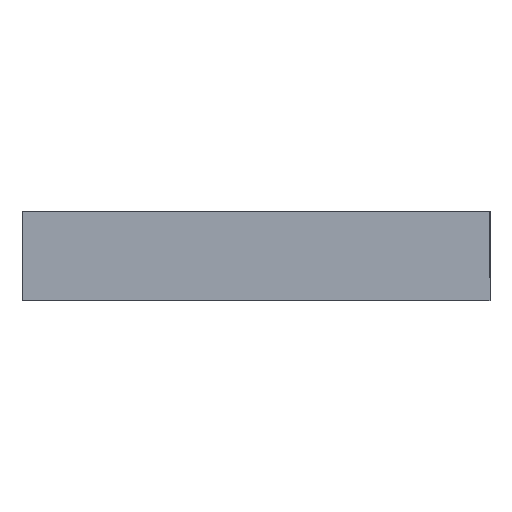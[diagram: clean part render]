
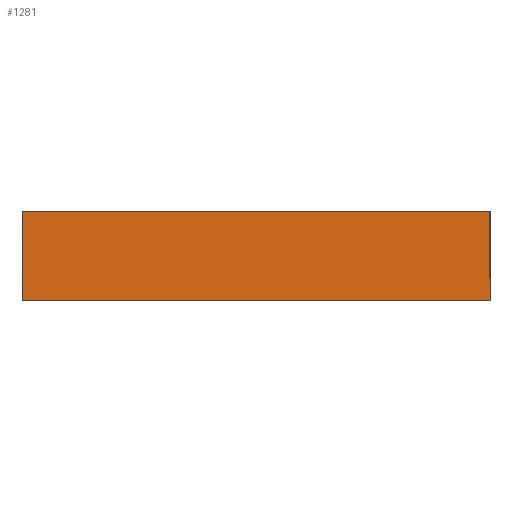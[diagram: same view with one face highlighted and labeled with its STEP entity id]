
A CAD part, left-side view. The second image highlights one B-rep face of the part: STEP entity #1281.
In plain terms, the highlighted planar face has unit normal (-1, 0, 0).
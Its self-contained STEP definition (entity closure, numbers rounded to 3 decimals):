
#746 = EDGE_CURVE ( 'Edge105', #747, #829, #4286, .T. ) ;
#747 = VERTEX_POINT ( 'NONE', #4282 ) ;
#829 = VERTEX_POINT ( 'NONE', #4412 ) ;
#926 = VERTEX_POINT ( 'NONE', #4657 ) ;
#930 = EDGE_CURVE ( 'Edge40', #926, #829, #4651, .T. ) ;
#1281 = ADVANCED_FACE ( 'Face5', ( #5505 ), #5549, .F. ) ;
#1282 = EDGE_LOOP ( 'NONE', ( #1283, #1284, #1285, #1288 ) ) ;
#1283 = ORIENTED_EDGE ( 'NONE', *, *, #746, .T. ) ;
#1284 = ORIENTED_EDGE ( 'NONE', *, *, #930, .F. ) ;
#1285 = ORIENTED_EDGE ( 'NONE', *, *, #1286, .F. ) ;
#1286 = EDGE_CURVE ( 'Edge8', #1287, #926, #5548, .T. ) ;
#1287 = VERTEX_POINT ( 'NONE', #5540 ) ;
#1288 = ORIENTED_EDGE ( 'NONE', *, *, #1343, .T. ) ;
#1343 = EDGE_CURVE ( 'Edge39', #1287, #747, #5683, .T. ) ;
#4282 = CARTESIAN_POINT ( 'NONE',  ( -29.314, 23.844, 0. ) ) ;
#4283 = DIRECTION ( 'NONE',  ( 0., -1., 0. ) ) ;
#4284 = VECTOR ( 'NONE', #4283, 1000. ) ;
#4285 = CARTESIAN_POINT ( 'NONE',  ( -29.314, 23.844, 0. ) ) ;
#4286 = LINE ( 'NONE', #4285, #4284 ) ;
#4412 = CARTESIAN_POINT ( 'NONE',  ( -29.314, 8.144, 0. ) ) ;
#4648 = DIRECTION ( 'NONE',  ( 0., 0., -1. ) ) ;
#4649 = VECTOR ( 'NONE', #4648, 1000. ) ;
#4650 = CARTESIAN_POINT ( 'NONE',  ( -29.314, 8.144, 1.5 ) ) ;
#4651 = LINE ( 'NONE', #4650, #4649 ) ;
#4657 = CARTESIAN_POINT ( 'NONE',  ( -29.314, 8.144, 3. ) ) ;
#5505 = FACE_OUTER_BOUND ( 'NONE', #1282, .T. ) ;
#5540 = CARTESIAN_POINT ( 'NONE',  ( -29.314, 23.844, 3. ) ) ;
#5541 = DIRECTION ( 'NONE',  ( 0., -1., 0. ) ) ;
#5542 = VECTOR ( 'NONE', #5541, 1000. ) ;
#5543 = CARTESIAN_POINT ( 'NONE',  ( -29.314, 23.844, 3. ) ) ;
#5544 = DIRECTION ( 'NONE',  ( 0., 1., 0. ) ) ;
#5545 = DIRECTION ( 'NONE',  ( 1., 0., 0. ) ) ;
#5546 = CARTESIAN_POINT ( 'NONE',  ( -29.314, 23.844, 1.5 ) ) ;
#5547 = AXIS2_PLACEMENT_3D ( 'NONE', #5546, #5545, #5544 ) ;
#5548 = LINE ( 'NONE', #5543, #5542 ) ;
#5549 = PLANE ( 'NONE',  #5547 ) ;
#5680 = DIRECTION ( 'NONE',  ( 0., 0., -1. ) ) ;
#5681 = VECTOR ( 'NONE', #5680, 1000. ) ;
#5682 = CARTESIAN_POINT ( 'NONE',  ( -29.314, 23.844, 1.5 ) ) ;
#5683 = LINE ( 'NONE', #5682, #5681 ) ;
